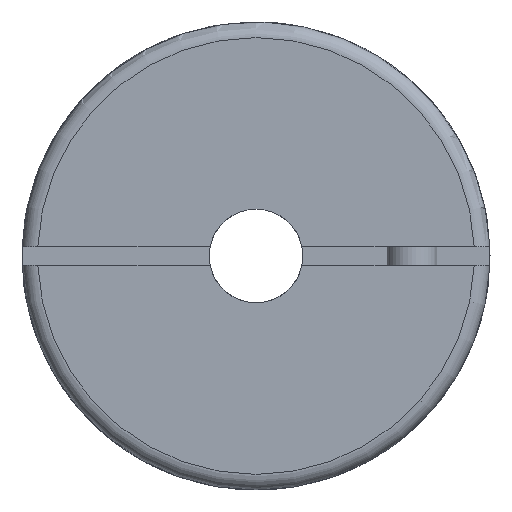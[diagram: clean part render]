
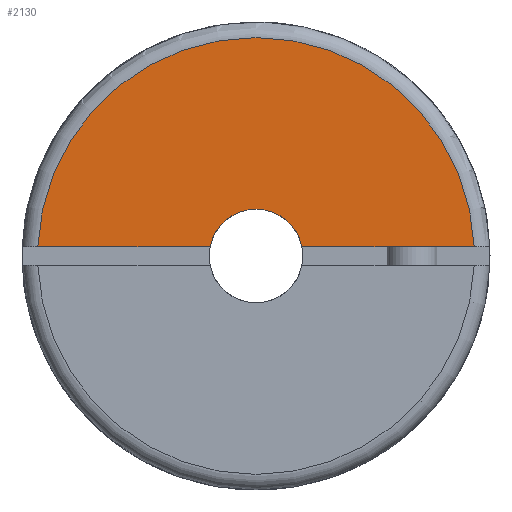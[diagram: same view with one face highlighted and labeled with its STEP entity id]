
A CAD part, left-side view. The second image highlights one B-rep face of the part: STEP entity #2130.
In plain terms, the highlighted planar face has unit normal (-1, 0, 0).
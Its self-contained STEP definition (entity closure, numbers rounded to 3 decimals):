
#74=PLANE('',#2320);
#178=CIRCLE('',#2319,1.5);
#179=CIRCLE('',#2321,7.);
#249=LINE('',#3311,#424);
#250=LINE('',#3312,#425);
#424=VECTOR('',#2603,1000.);
#425=VECTOR('',#2604,1000.);
#630=ORIENTED_EDGE('',*,*,#1237,.F.);
#631=ORIENTED_EDGE('',*,*,#1238,.T.);
#632=ORIENTED_EDGE('',*,*,#1235,.T.);
#633=ORIENTED_EDGE('',*,*,#1239,.T.);
#1235=EDGE_CURVE('',#1537,#1536,#178,.T.);
#1237=EDGE_CURVE('',#1538,#1539,#179,.T.);
#1238=EDGE_CURVE('',#1538,#1537,#249,.T.);
#1239=EDGE_CURVE('',#1536,#1539,#250,.T.);
#1536=VERTEX_POINT('',#3303);
#1537=VERTEX_POINT('',#3305);
#1538=VERTEX_POINT('',#3309);
#1539=VERTEX_POINT('',#3310);
#1760=EDGE_LOOP('',(#630,#631,#632,#633));
#1931=FACE_BOUND('',#1760,.T.);
#2130=ADVANCED_FACE('',(#1931),#74,.T.);
#2319=AXIS2_PLACEMENT_3D('',#3304,#2596,#2597);
#2320=AXIS2_PLACEMENT_3D('',#3307,#2599,#2600);
#2321=AXIS2_PLACEMENT_3D('',#3308,#2601,#2602);
#2596=DIRECTION('',(1.,0.,0.));
#2597=DIRECTION('',(0.,0.,-1.));
#2599=DIRECTION('',(-1.,0.,0.));
#2600=DIRECTION('',(0.,0.,1.));
#2601=DIRECTION('',(1.,0.,0.));
#2602=DIRECTION('',(0.,0.,-1.));
#2603=DIRECTION('',(0.,-1.,0.));
#2604=DIRECTION('',(0.,-1.,0.));
#3303=CARTESIAN_POINT('',(0.,-1.47,0.3));
#3304=CARTESIAN_POINT('',(0.,0.,0.));
#3305=CARTESIAN_POINT('',(0.,1.47,0.3));
#3307=CARTESIAN_POINT('',(0.,7.,0.));
#3308=CARTESIAN_POINT('',(0.,0.,0.));
#3309=CARTESIAN_POINT('',(0.,6.994,0.3));
#3310=CARTESIAN_POINT('',(0.,-6.994,0.3));
#3311=CARTESIAN_POINT('',(0.,7.5,0.3));
#3312=CARTESIAN_POINT('',(0.,7.5,0.3));
